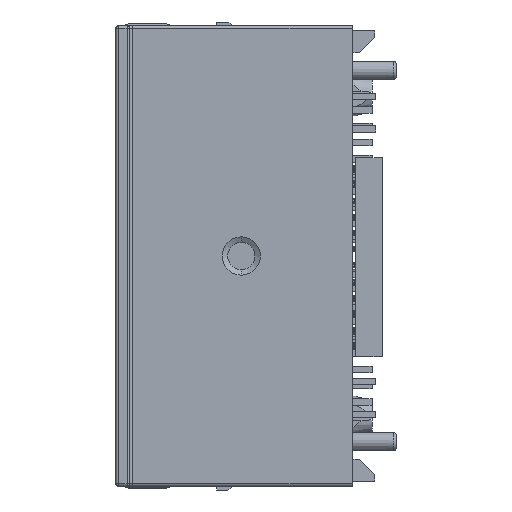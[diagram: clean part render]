
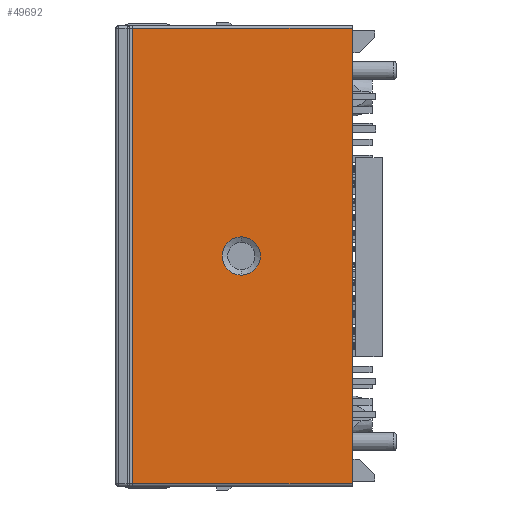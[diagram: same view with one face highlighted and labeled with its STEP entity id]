
A CAD part, front view. The second image highlights one B-rep face of the part: STEP entity #49692.
In plain terms, the highlighted planar face has unit normal (0, -1, 0).
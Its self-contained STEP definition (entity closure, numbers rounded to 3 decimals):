
#3233=DIRECTION('',(-1.,0.,0.));
#3234=VECTOR('',#3233,17.25);
#3235=CARTESIAN_POINT('',(-15.45,-9.7,43.6));
#3236=LINE('',#3235,#3234);
#3241=DIRECTION('',(0.,0.,1.));
#3242=VECTOR('',#3241,35.7);
#3243=CARTESIAN_POINT('',(-15.45,-9.7,7.9));
#3244=LINE('',#3243,#3242);
#3249=DIRECTION('',(1.,0.,0.));
#3250=VECTOR('',#3249,17.25);
#3251=CARTESIAN_POINT('',(-32.7,-9.7,7.9));
#3252=LINE('',#3251,#3250);
#3328=DIRECTION('',(0.,0.,1.));
#3329=VECTOR('',#3328,35.7);
#3330=CARTESIAN_POINT('',(-32.7,-9.7,7.9));
#3331=LINE('',#3330,#3329);
#3379=CARTESIAN_POINT('',(-24.15,-9.7,25.75));
#3380=DIRECTION('',(0.,-1.,0.));
#3381=DIRECTION('',(0.,0.,1.));
#3382=AXIS2_PLACEMENT_3D('',#3379,#3380,#3381);
#3394=CARTESIAN_POINT('',(-24.15,-9.7,25.75));
#3395=DIRECTION('',(0.,-1.,0.));
#3396=DIRECTION('',(0.,0.,-1.));
#3397=AXIS2_PLACEMENT_3D('',#3394,#3395,#3396);
#37743=CARTESIAN_POINT('',(-15.45,-9.7,43.6));
#37744=CARTESIAN_POINT('',(-32.7,-9.7,43.6));
#37745=VERTEX_POINT('',#37743);
#37746=VERTEX_POINT('',#37744);
#37747=CARTESIAN_POINT('',(-32.7,-9.7,7.9));
#37748=CARTESIAN_POINT('',(-15.45,-9.7,7.9));
#37749=VERTEX_POINT('',#37747);
#37750=VERTEX_POINT('',#37748);
#37751=CARTESIAN_POINT('',(-24.15,-9.7,27.25));
#37752=CARTESIAN_POINT('',(-24.15,-9.7,24.25));
#37753=VERTEX_POINT('',#37751);
#37754=VERTEX_POINT('',#37752);
#49673=CARTESIAN_POINT('',(-24.075,-9.7,25.75));
#49674=DIRECTION('',(0.,1.,0.));
#49675=DIRECTION('',(0.,0.,1.));
#49676=AXIS2_PLACEMENT_3D('',#49673,#49674,#49675);
#49677=PLANE('',#49676);
#49678=ORIENTED_EDGE('',*,*,#49665,.F.);
#49679=ORIENTED_EDGE('',*,*,#49091,.F.);
#49681=ORIENTED_EDGE('',*,*,#49680,.F.);
#49683=ORIENTED_EDGE('',*,*,#49682,.T.);
#49684=EDGE_LOOP('',(#49678,#49679,#49681,#49683));
#49685=FACE_OUTER_BOUND('',#49684,.F.);
#49687=ORIENTED_EDGE('',*,*,#49686,.T.);
#49689=ORIENTED_EDGE('',*,*,#49688,.T.);
#49690=EDGE_LOOP('',(#49687,#49689));
#49691=FACE_BOUND('',#49690,.F.);
#49692=ADVANCED_FACE('',(#49685,#49691),#49677,.F.);
#3383=CIRCLE('',#3382,1.5);
#3398=CIRCLE('',#3397,1.5);
#49091=EDGE_CURVE('',#37750,#37745,#3244,.T.);
#49665=EDGE_CURVE('',#37745,#37746,#3236,.T.);
#49680=EDGE_CURVE('',#37749,#37750,#3252,.T.);
#49682=EDGE_CURVE('',#37749,#37746,#3331,.T.);
#49686=EDGE_CURVE('',#37753,#37754,#3383,.T.);
#49688=EDGE_CURVE('',#37754,#37753,#3398,.T.);
